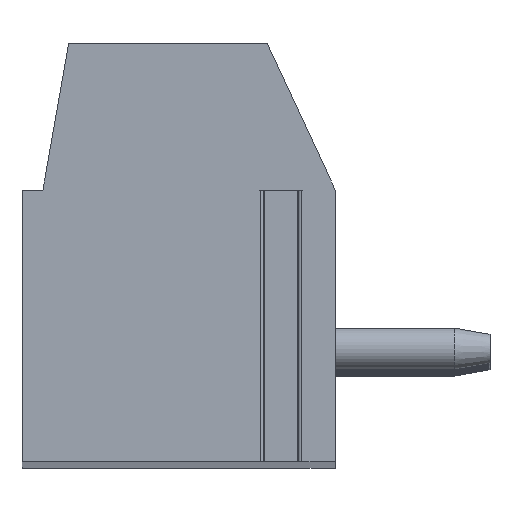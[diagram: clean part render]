
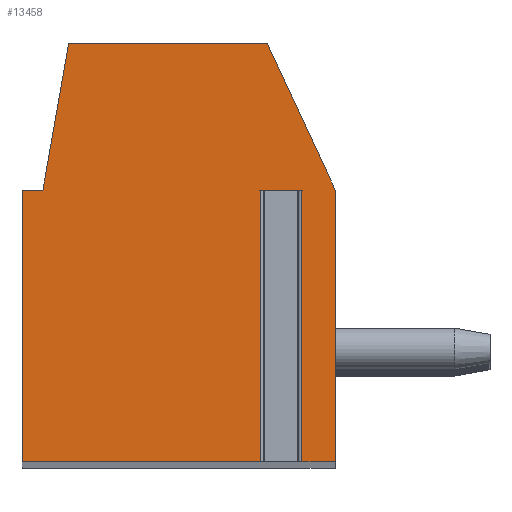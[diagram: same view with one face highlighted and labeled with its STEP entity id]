
A CAD part, top view. The second image highlights one B-rep face of the part: STEP entity #13458.
In plain terms, the highlighted planar face has unit normal (0, 0, 1).
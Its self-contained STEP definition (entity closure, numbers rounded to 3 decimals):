
#161=DIRECTION('',(-1.,0.,0.));
#162=VECTOR('',#161,0.996);
#163=CARTESIAN_POINT('',(2.948,1.5,87.5));
#164=LINE('',#163,#162);
#165=DIRECTION('',(0.,-1.,0.));
#166=VECTOR('',#165,6.5);
#167=CARTESIAN_POINT('',(1.952,1.5,87.5));
#168=LINE('',#167,#166);
#169=DIRECTION('',(1.,0.,0.));
#170=VECTOR('',#169,5.702);
#171=CARTESIAN_POINT('',(-3.75,-5.,87.5));
#172=LINE('',#171,#170);
#173=DIRECTION('',(0.,-1.,0.));
#174=VECTOR('',#173,6.5);
#175=CARTESIAN_POINT('',(-3.75,1.5,87.5));
#176=LINE('',#175,#174);
#177=DIRECTION('',(-1.,0.,0.));
#178=VECTOR('',#177,0.5);
#179=CARTESIAN_POINT('',(-3.25,1.5,87.5));
#180=LINE('',#179,#178);
#181=DIRECTION('',(-0.174,-0.985,0.));
#182=VECTOR('',#181,3.554);
#183=CARTESIAN_POINT('',(-2.633,5.,87.5));
#184=LINE('',#183,#182);
#185=DIRECTION('',(-1.,0.,0.));
#186=VECTOR('',#185,4.751);
#187=CARTESIAN_POINT('',(2.118,5.,87.5));
#188=LINE('',#187,#186);
#189=DIRECTION('',(-0.423,0.906,0.));
#190=VECTOR('',#189,3.862);
#191=CARTESIAN_POINT('',(3.75,1.5,87.5));
#192=LINE('',#191,#190);
#193=DIRECTION('',(0.,1.,0.));
#194=VECTOR('',#193,6.5);
#195=CARTESIAN_POINT('',(3.75,-5.,87.5));
#196=LINE('',#195,#194);
#197=DIRECTION('',(1.,0.,0.));
#198=VECTOR('',#197,0.802);
#199=CARTESIAN_POINT('',(2.948,-5.,87.5));
#200=LINE('',#199,#198);
#201=DIRECTION('',(0.,-1.,0.));
#202=VECTOR('',#201,6.5);
#203=CARTESIAN_POINT('',(2.948,1.5,87.5));
#204=LINE('',#203,#202);
#10471=CARTESIAN_POINT('',(3.75,-5.,87.5));
#10472=CARTESIAN_POINT('',(3.75,1.5,87.5));
#10473=VERTEX_POINT('',#10471);
#10474=VERTEX_POINT('',#10472);
#10475=CARTESIAN_POINT('',(2.118,5.,87.5));
#10476=VERTEX_POINT('',#10475);
#10477=CARTESIAN_POINT('',(-2.633,5.,87.5));
#10478=VERTEX_POINT('',#10477);
#10479=CARTESIAN_POINT('',(-3.25,1.5,87.5));
#10480=VERTEX_POINT('',#10479);
#10481=CARTESIAN_POINT('',(-3.75,1.5,87.5));
#10482=VERTEX_POINT('',#10481);
#10483=CARTESIAN_POINT('',(-3.75,-5.,87.5));
#10484=VERTEX_POINT('',#10483);
#10529=CARTESIAN_POINT('',(2.948,1.5,87.5));
#10530=CARTESIAN_POINT('',(1.952,1.5,87.5));
#10531=VERTEX_POINT('',#10529);
#10532=VERTEX_POINT('',#10530);
#10533=CARTESIAN_POINT('',(2.948,-5.,
87.5));
#10534=VERTEX_POINT('',#10533);
#10535=CARTESIAN_POINT('',(1.952,-5.,
87.5));
#10536=VERTEX_POINT('',#10535);
#13432=CARTESIAN_POINT('',(0.,0.,87.5));
#13433=DIRECTION('',(0.,0.,1.));
#13434=DIRECTION('',(1.,0.,0.));
#13435=AXIS2_PLACEMENT_3D('',#13432,#13433,#13434);
#13436=PLANE('',#13435);
#13438=ORIENTED_EDGE('',*,*,#13437,.T.);
#13440=ORIENTED_EDGE('',*,*,#13439,.T.);
#13441=ORIENTED_EDGE('',*,*,#13400,.F.);
#13443=ORIENTED_EDGE('',*,*,#13442,.F.);
#13445=ORIENTED_EDGE('',*,*,#13444,.F.);
#13447=ORIENTED_EDGE('',*,*,#13446,.F.);
#13449=ORIENTED_EDGE('',*,*,#13448,.F.);
#13451=ORIENTED_EDGE('',*,*,#13450,.F.);
#13453=ORIENTED_EDGE('',*,*,#13452,.F.);
#13454=ORIENTED_EDGE('',*,*,#13379,.F.);
#13455=ORIENTED_EDGE('',*,*,#13422,.F.);
#13456=EDGE_LOOP('',(#13438,#13440,#13441,#13443,#13445,#13447,#13449,#13451,
#13453,#13454,#13455));
#13457=FACE_OUTER_BOUND('',#13456,.F.);
#13379=EDGE_CURVE('',#10534,#10473,#200,.T.);
#13400=EDGE_CURVE('',#10484,#10536,#172,.T.);
#13422=EDGE_CURVE('',#10531,#10534,#204,.T.);
#13437=EDGE_CURVE('',#10531,#10532,#164,.T.);
#13439=EDGE_CURVE('',#10532,#10536,#168,.T.);
#13442=EDGE_CURVE('',#10482,#10484,#176,.T.);
#13444=EDGE_CURVE('',#10480,#10482,#180,.T.);
#13446=EDGE_CURVE('',#10478,#10480,#184,.T.);
#13448=EDGE_CURVE('',#10476,#10478,#188,.T.);
#13450=EDGE_CURVE('',#10474,#10476,#192,.T.);
#13452=EDGE_CURVE('',#10473,#10474,#196,.T.);
#13458=ADVANCED_FACE('',(#13457),#13436,.T.);
